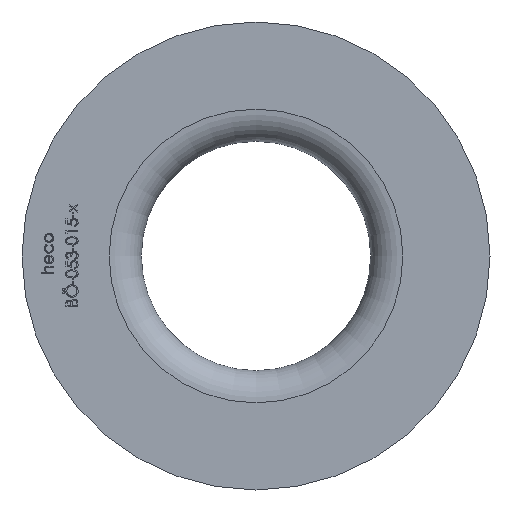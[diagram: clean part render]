
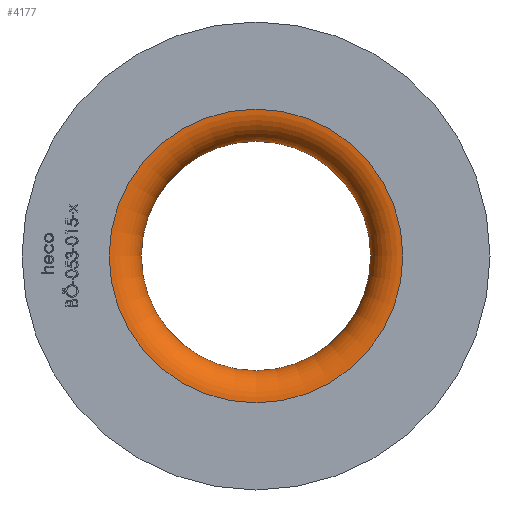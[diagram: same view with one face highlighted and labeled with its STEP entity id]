
A CAD part, left-side view. The second image highlights one B-rep face of the part: STEP entity #4177.
In plain terms, the highlighted toroidal (fillet/blend) face has major radius 32 mm and minor radius 7 mm.
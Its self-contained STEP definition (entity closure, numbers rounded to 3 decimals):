
#49 = DIRECTION ( 'NONE',  ( -1., 0., 0. ) ) ;
#1099 = AXIS2_PLACEMENT_3D ( 'NONE', #7603, #3923, #1608 ) ;
#1448 = EDGE_CURVE ( 'NONE', #13600, #13600, #2455, .T. ) ;
#1608 = DIRECTION ( 'NONE',  ( 0., 0., 1. ) ) ;
#2455 = CIRCLE ( 'NONE', #8883, 32. ) ;
#2748 = EDGE_LOOP ( 'NONE', ( #13361 ) ) ;
#2976 = CIRCLE ( 'NONE', #4974, 25. ) ;
#3923 = DIRECTION ( 'NONE',  ( -1., 0., 0. ) ) ;
#4177 = ADVANCED_FACE ( 'NONE', ( #13291, #13447 ), #14175, .T. ) ;
#4974 = AXIS2_PLACEMENT_3D ( 'NONE', #8079, #5901, #10556 ) ;
#5886 = EDGE_CURVE ( 'NONE', #11288, #11288, #2976, .T. ) ;
#5901 = DIRECTION ( 'NONE',  ( -1., 0., 0. ) ) ;
#6865 = CARTESIAN_POINT ( 'NONE',  ( 0., 0., 32. ) ) ;
#7603 = CARTESIAN_POINT ( 'NONE',  ( 7., 0., 0. ) ) ;
#8079 = CARTESIAN_POINT ( 'NONE',  ( 7., 0., 0. ) ) ;
#8127 = DIRECTION ( 'NONE',  ( 0., 0., 1. ) ) ;
#8883 = AXIS2_PLACEMENT_3D ( 'NONE', #14056, #49, #8127 ) ;
#10556 = DIRECTION ( 'NONE',  ( 0., 0., 1. ) ) ;
#11288 = VERTEX_POINT ( 'NONE', #14762 ) ;
#13291 = FACE_OUTER_BOUND ( 'NONE', #13997, .T. ) ;
#13361 = ORIENTED_EDGE ( 'NONE', *, *, #1448, .T. ) ;
#13447 = FACE_OUTER_BOUND ( 'NONE', #2748, .T. ) ;
#13600 = VERTEX_POINT ( 'NONE', #6865 ) ;
#13997 = EDGE_LOOP ( 'NONE', ( #14869 ) ) ;
#14056 = CARTESIAN_POINT ( 'NONE',  ( 0., 0., 0. ) ) ;
#14175 = TOROIDAL_SURFACE ( 'NONE', #1099, 32., 7. ) ;
#14762 = CARTESIAN_POINT ( 'NONE',  ( 7., 0., 25. ) ) ;
#14869 = ORIENTED_EDGE ( 'NONE', *, *, #5886, .F. ) ;
